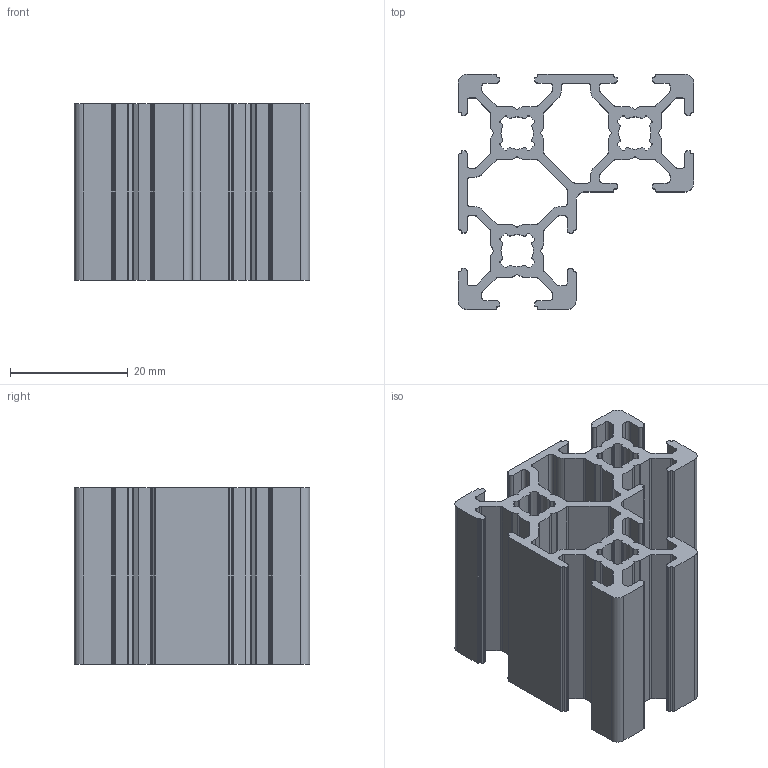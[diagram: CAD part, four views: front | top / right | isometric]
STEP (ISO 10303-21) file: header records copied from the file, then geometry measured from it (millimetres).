
FILE_DESCRIPTION (( 'STEP AP214' ), '1' );
FILE_NAME ('20x40x40.STEP', '2019-05-22T08:02:27', ( '' ), ( '' ), 'SwSTEP 2.0', 'SolidWorks 2018', '' );
FILE_SCHEMA (( 'AUTOMOTIVE_DESIGN' ));
Length unit declared in the file: millimetre
Products named in the file (1): 20x40x40
Bounding box: 40 x 40 x 30 mm (x, y, z)
Volume: 12408.6 mm3; surface area: 14911.3 mm2
Topology: 1 solids, 1 shells, 468 faces, 1398 edges, 932 vertices
Faces by surface type: cylinder 266, plane 202
Entity records: 15988 total; most frequent: DIRECTION 2868, CARTESIAN_POINT 2799, ORIENTED_EDGE 2796, EDGE_CURVE 1398, AXIS2_PLACEMENT_3D 1001, VERTEX_POINT 932, LINE 866, VECTOR 866
